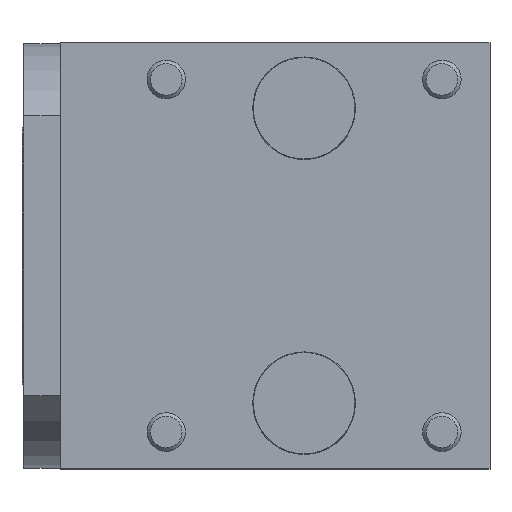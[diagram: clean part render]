
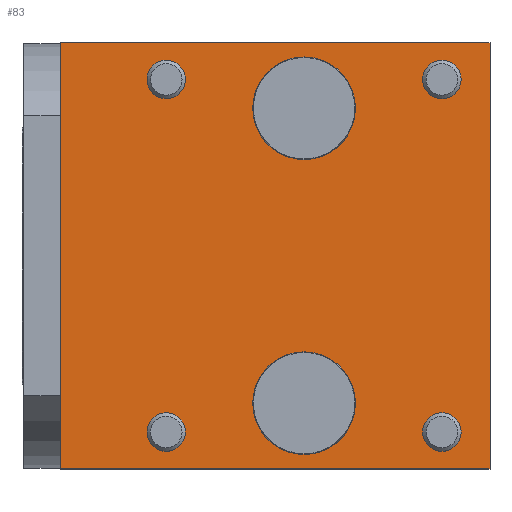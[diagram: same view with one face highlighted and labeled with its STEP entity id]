
A CAD part, top view. The second image highlights one B-rep face of the part: STEP entity #83.
In plain terms, the highlighted planar face has unit normal (0, 0, 1).
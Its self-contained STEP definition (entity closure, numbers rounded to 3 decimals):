
#83=ADVANCED_FACE('',(#142,#143,#144,#145,#146,#147,#148),#125,.T.);
#125=PLANE('',#649);
#142=FACE_BOUND('',#189,.T.);
#143=FACE_BOUND('',#190,.T.);
#144=FACE_BOUND('',#191,.T.);
#145=FACE_BOUND('',#192,.T.);
#146=FACE_BOUND('',#193,.T.);
#147=FACE_BOUND('',#194,.T.);
#148=FACE_BOUND('',#195,.T.);
#189=EDGE_LOOP('',(#314));
#190=EDGE_LOOP('',(#315));
#191=EDGE_LOOP('',(#316));
#192=EDGE_LOOP('',(#317));
#193=EDGE_LOOP('',(#318));
#194=EDGE_LOOP('',(#319));
#195=EDGE_LOOP('',(#320,#321,#322,#323));
#251=CIRCLE('',#643,6.);
#252=CIRCLE('',#644,6.);
#253=CIRCLE('',#645,16.009);
#254=CIRCLE('',#646,6.);
#255=CIRCLE('',#647,16.009);
#256=CIRCLE('',#648,6.);
#314=ORIENTED_EDGE('',*,*,#502,.F.);
#315=ORIENTED_EDGE('',*,*,#503,.F.);
#316=ORIENTED_EDGE('',*,*,#504,.F.);
#317=ORIENTED_EDGE('',*,*,#505,.F.);
#318=ORIENTED_EDGE('',*,*,#506,.F.);
#319=ORIENTED_EDGE('',*,*,#507,.F.);
#320=ORIENTED_EDGE('',*,*,#492,.T.);
#321=ORIENTED_EDGE('',*,*,#497,.F.);
#322=ORIENTED_EDGE('',*,*,#499,.F.);
#323=ORIENTED_EDGE('',*,*,#487,.T.);
#433=VERTEX_POINT('',#931);
#434=VERTEX_POINT('',#933);
#437=VERTEX_POINT('',#941);
#441=VERTEX_POINT('',#951);
#442=VERTEX_POINT('',#961);
#443=VERTEX_POINT('',#963);
#444=VERTEX_POINT('',#965);
#445=VERTEX_POINT('',#967);
#446=VERTEX_POINT('',#969);
#447=VERTEX_POINT('',#971);
#487=EDGE_CURVE('',#434,#433,#555,.T.);
#492=EDGE_CURVE('',#433,#437,#560,.T.);
#497=EDGE_CURVE('',#441,#437,#565,.T.);
#499=EDGE_CURVE('',#434,#441,#567,.T.);
#502=EDGE_CURVE('',#442,#442,#251,.T.);
#503=EDGE_CURVE('',#443,#443,#252,.T.);
#504=EDGE_CURVE('',#444,#444,#253,.T.);
#505=EDGE_CURVE('',#445,#445,#254,.T.);
#506=EDGE_CURVE('',#446,#446,#255,.T.);
#507=EDGE_CURVE('',#447,#447,#256,.T.);
#555=LINE('',#932,#587);
#560=LINE('',#942,#592);
#565=LINE('',#952,#597);
#567=LINE('',#955,#599);
#587=VECTOR('',#732,1.);
#592=VECTOR('',#739,1.);
#597=VECTOR('',#746,1.);
#599=VECTOR('',#750,1.);
#643=AXIS2_PLACEMENT_3D('',#960,#757,#758);
#644=AXIS2_PLACEMENT_3D('',#962,#759,#760);
#645=AXIS2_PLACEMENT_3D('',#964,#761,#762);
#646=AXIS2_PLACEMENT_3D('',#966,#763,#764);
#647=AXIS2_PLACEMENT_3D('',#968,#765,#766);
#648=AXIS2_PLACEMENT_3D('',#970,#767,#768);
#649=AXIS2_PLACEMENT_3D('',#972,#769,#770);
#732=DIRECTION('',(0.,-1.,0.));
#739=DIRECTION('',(1.,0.,0.));
#746=DIRECTION('',(0.,-1.,0.));
#750=DIRECTION('',(1.,0.,0.));
#757=DIRECTION('',(0.,0.,1.));
#758=DIRECTION('',(1.,0.,0.));
#759=DIRECTION('',(0.,0.,1.));
#760=DIRECTION('',(1.,0.,0.));
#761=DIRECTION('',(0.,0.,1.));
#762=DIRECTION('',(1.,0.,0.));
#763=DIRECTION('',(0.,0.,1.));
#764=DIRECTION('',(1.,0.,0.));
#765=DIRECTION('',(0.,0.,1.));
#766=DIRECTION('',(1.,0.,0.));
#767=DIRECTION('',(0.,0.,1.));
#768=DIRECTION('',(1.,0.,0.));
#769=DIRECTION('',(0.,0.,1.));
#770=DIRECTION('',(-1.,0.,0.));
#931=CARTESIAN_POINT('',(-76.,-66.5,0.));
#932=CARTESIAN_POINT('',(-76.,0.,0.));
#933=CARTESIAN_POINT('',(-76.,66.5,0.));
#941=CARTESIAN_POINT('',(58.,-66.5,0.));
#942=CARTESIAN_POINT('',(-76.,-66.5,0.));
#951=CARTESIAN_POINT('',(58.,66.5,0.));
#952=CARTESIAN_POINT('',(58.,66.5,0.));
#955=CARTESIAN_POINT('',(-76.,66.5,0.));
#960=CARTESIAN_POINT('',(43.,55.,0.));
#961=CARTESIAN_POINT('',(49.,55.,0.));
#962=CARTESIAN_POINT('',(-43.,55.,0.));
#963=CARTESIAN_POINT('',(-37.,55.,0.));
#964=CARTESIAN_POINT('',(0.,46.,0.));
#965=CARTESIAN_POINT('',(16.008,46.,0.));
#966=CARTESIAN_POINT('',(43.,-55.,0.));
#967=CARTESIAN_POINT('',(49.,-55.,0.));
#968=CARTESIAN_POINT('',(0.,-46.,0.));
#969=CARTESIAN_POINT('',(16.008,-46.,0.));
#970=CARTESIAN_POINT('',(-43.,-55.,0.));
#971=CARTESIAN_POINT('',(-37.,-55.,0.));
#972=CARTESIAN_POINT('',(58.,-66.5,0.));
